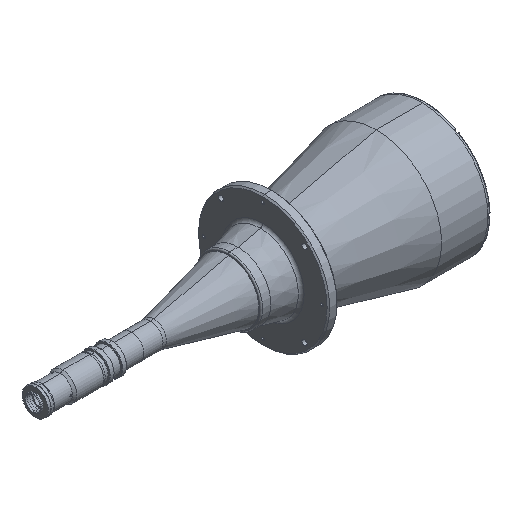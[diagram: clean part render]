
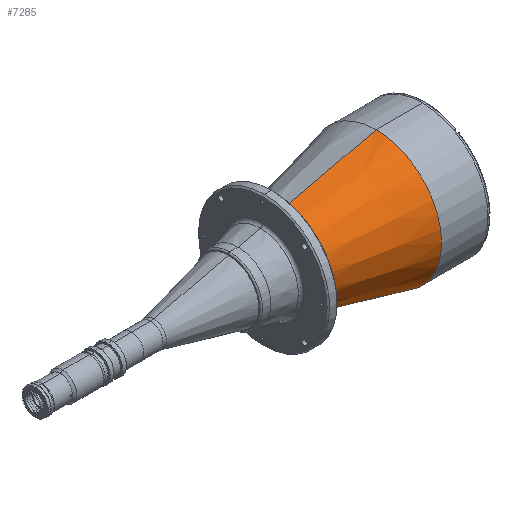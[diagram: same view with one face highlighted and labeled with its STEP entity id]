
A CAD part, isometric view. The second image highlights one B-rep face of the part: STEP entity #7285.
In plain terms, the highlighted conical face has half-angle 13.358 degrees and reference radius 50 mm.
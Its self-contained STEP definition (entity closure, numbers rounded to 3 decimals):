
#21 = CARTESIAN_POINT ( 'NONE',  ( 281.102, 0., -63.995 ) ) ;
#668 = VERTEX_POINT ( 'NONE', #6450 ) ;
#770 = ORIENTED_EDGE ( 'NONE', *, *, #824, .F. ) ;
#824 = EDGE_CURVE ( 'NONE', #3384, #2564, #962, .T. ) ;
#962 = LINE ( 'NONE', #5738, #7617 ) ;
#1139 = LINE ( 'NONE', #5381, #8017 ) ;
#1160 = ORIENTED_EDGE ( 'NONE', *, *, #2266, .T. ) ;
#1368 = CARTESIAN_POINT ( 'NONE',  ( 281.102, 0., 63.995 ) ) ;
#1458 = AXIS2_PLACEMENT_3D ( 'NONE', #3352, #5357, #4715 ) ;
#1540 = CARTESIAN_POINT ( 'NONE',  ( 432.726, 0., 100. ) ) ;
#1650 = ORIENTED_EDGE ( 'NONE', *, *, #7376, .F. ) ;
#2046 = DIRECTION ( 'NONE',  ( 0.973, 0., -0.231 ) ) ;
#2266 = EDGE_CURVE ( 'NONE', #668, #2564, #7734, .T. ) ;
#2433 = CIRCLE ( 'NONE', #7295, 63.995 ) ;
#2564 = VERTEX_POINT ( 'NONE', #1540 ) ;
#2743 = ORIENTED_EDGE ( 'NONE', *, *, #4963, .T. ) ;
#2842 = DIRECTION ( 'NONE',  ( -1., 0., 0. ) ) ;
#2948 = FACE_OUTER_BOUND ( 'NONE', #3775, .T. ) ;
#3352 = CARTESIAN_POINT ( 'NONE',  ( 222.168, 0., 0. ) ) ;
#3384 = VERTEX_POINT ( 'NONE', #1368 ) ;
#3488 = CARTESIAN_POINT ( 'NONE',  ( 281.102, 0., 0. ) ) ;
#3775 = EDGE_LOOP ( 'NONE', ( #770, #1650, #2743, #1160 ) ) ;
#4158 = DIRECTION ( 'NONE',  ( 0., 0., 1. ) ) ;
#4715 = DIRECTION ( 'NONE',  ( 0., 0., -1. ) ) ;
#4963 = EDGE_CURVE ( 'NONE', #8104, #668, #1139, .T. ) ;
#5357 = DIRECTION ( 'NONE',  ( 1., 0., 0. ) ) ;
#5381 = CARTESIAN_POINT ( 'NONE',  ( 222.168, 0., -50. ) ) ;
#5459 = AXIS2_PLACEMENT_3D ( 'NONE', #6833, #2842, #7496 ) ;
#5674 = CONICAL_SURFACE ( 'NONE', #1458, 50., 0.233 ) ;
#5738 = CARTESIAN_POINT ( 'NONE',  ( 222.168, 0., 50. ) ) ;
#6450 = CARTESIAN_POINT ( 'NONE',  ( 432.726, 0., -100. ) ) ;
#6833 = CARTESIAN_POINT ( 'NONE',  ( 432.726, 0., 0. ) ) ;
#7068 = DIRECTION ( 'NONE',  ( 0.973, 0., 0.231 ) ) ;
#7285 = ADVANCED_FACE ( 'NONE', ( #2948 ), #5674, .T. ) ;
#7295 = AXIS2_PLACEMENT_3D ( 'NONE', #3488, #8132, #4158 ) ;
#7376 = EDGE_CURVE ( 'NONE', #8104, #3384, #2433, .T. ) ;
#7496 = DIRECTION ( 'NONE',  ( 0., 0., 1. ) ) ;
#7617 = VECTOR ( 'NONE', #7068, 1000. ) ;
#7734 = CIRCLE ( 'NONE', #5459, 100. ) ;
#8017 = VECTOR ( 'NONE', #2046, 1000. ) ;
#8104 = VERTEX_POINT ( 'NONE', #21 ) ;
#8132 = DIRECTION ( 'NONE',  ( -1., 0., 0. ) ) ;
